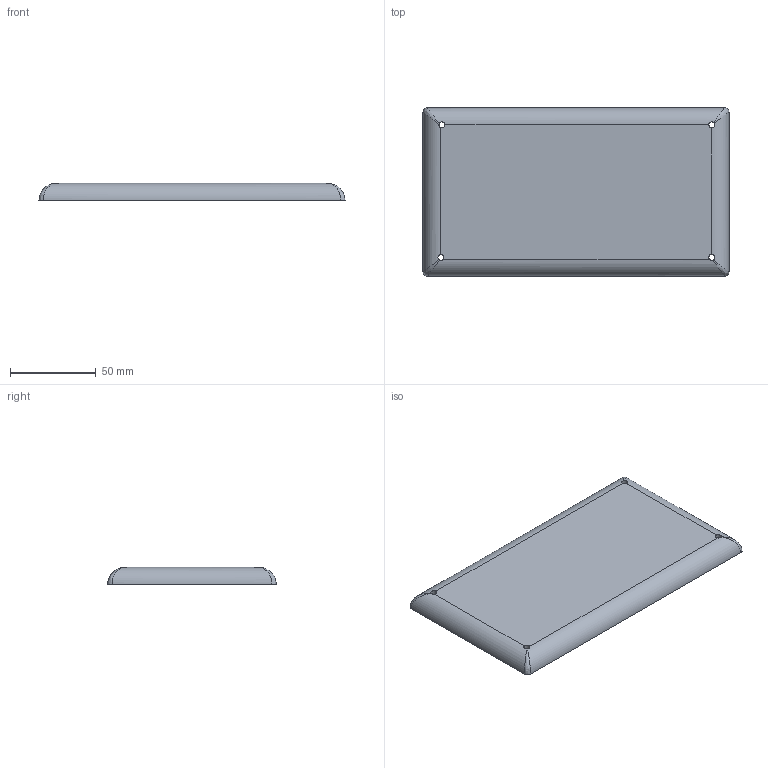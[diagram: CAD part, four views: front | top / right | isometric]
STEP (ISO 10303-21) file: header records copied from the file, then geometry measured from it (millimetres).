
FILE_DESCRIPTION(/* description */ (''),/* implementation_level */ '2;1');
FILE_NAME(/* name */ 'top-lid.step',/* time_stamp */ '2025-08-15T21:58:09+05:30',/* author */ (''),/* organization */ (''),/* preprocessor_version */ 'ST-DEVELOPER v20.1',/* originating_system */ 'Autodesk Translation Framework v14.10.0.0',/* authorisation */ '');
FILE_SCHEMA (('AUTOMOTIVE_DESIGN { 1 0 10303 214 3 1 1 }'));
Length unit declared in the file: millimetre
Products named in the file (1): 2025-08-15-21-58-09-111
Bounding box: 178 x 98 x 10 mm (x, y, z)
Volume: 162558.9 mm3; surface area: 38306.5 mm2
Topology: 1 solids, 1 shells, 14 faces, 47 edges, 31 vertices
Faces by surface type: cylinder 8, bspline 4, plane 2
Full cylindrical faces by diameter (mm): 3.5 x4
Entity records: 903 total; most frequent: CARTESIAN_POINT 468, ORIENTED_EDGE 94, DIRECTION 68, EDGE_CURVE 47, VERTEX_POINT 31, AXIS2_PLACEMENT_3D 28, EDGE_LOOP 18, B_SPLINE_CURVE_WITH_KNOTS 18
